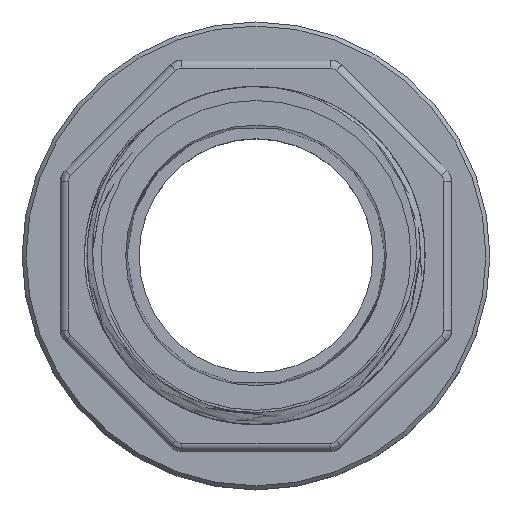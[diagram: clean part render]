
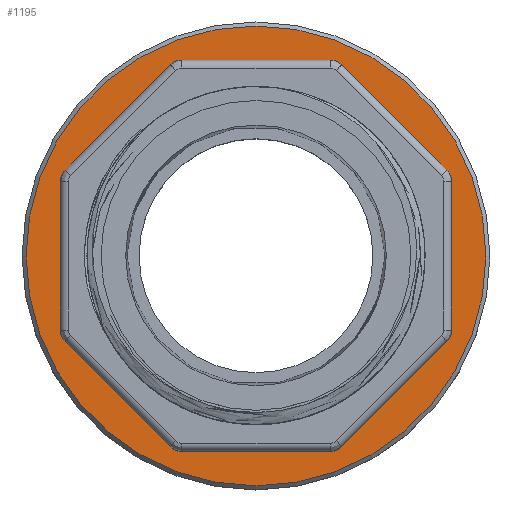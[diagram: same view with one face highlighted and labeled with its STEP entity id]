
A CAD part, top view. The second image highlights one B-rep face of the part: STEP entity #1195.
In plain terms, the highlighted planar face has unit normal (0, 0, 1).
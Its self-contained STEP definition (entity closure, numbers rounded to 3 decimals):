
#1195=ADVANCED_FACE('',(#2492,#2493),#1520,.F.);
#1520=PLANE('',#6558);
#1725=LINE('',#13389,#2044);
#1729=LINE('',#13763,#2048);
#1737=LINE('',#13925,#2056);
#1741=LINE('',#14142,#2060);
#1755=LINE('',#14700,#2074);
#1759=LINE('',#14709,#2078);
#1763=LINE('',#14718,#2082);
#1767=LINE('',#14727,#2086);
#2044=VECTOR('',#7055,1.);
#2048=VECTOR('',#7061,1.);
#2056=VECTOR('',#7081,1.);
#2060=VECTOR('',#7087,1.);
#2074=VECTOR('',#7141,1.);
#2078=VECTOR('',#7147,1.);
#2082=VECTOR('',#7153,1.);
#2086=VECTOR('',#7159,1.);
#2492=FACE_BOUND('',#2640,.T.);
#2493=FACE_BOUND('',#2641,.T.);
#2640=EDGE_LOOP('',(#3450));
#2641=EDGE_LOOP('',(#3451,#3452,#3453,#3454,#3455,#3456,#3457,#3458,#3459,
#3460,#3461,#3462,#3463,#3464,#3465,#3466));
#3450=ORIENTED_EDGE('',*,*,#5754,.T.);
#3451=ORIENTED_EDGE('',*,*,#5595,.F.);
#3452=ORIENTED_EDGE('',*,*,#5755,.T.);
#3453=ORIENTED_EDGE('',*,*,#5753,.F.);
#3454=ORIENTED_EDGE('',*,*,#5756,.T.);
#3455=ORIENTED_EDGE('',*,*,#5675,.F.);
#3456=ORIENTED_EDGE('',*,*,#5757,.T.);
#3457=ORIENTED_EDGE('',*,*,#5749,.F.);
#3458=ORIENTED_EDGE('',*,*,#5758,.T.);
#3459=ORIENTED_EDGE('',*,*,#5633,.F.);
#3460=ORIENTED_EDGE('',*,*,#5759,.T.);
#3461=ORIENTED_EDGE('',*,*,#5745,.F.);
#3462=ORIENTED_EDGE('',*,*,#5760,.T.);
#3463=ORIENTED_EDGE('',*,*,#5526,.F.);
#3464=ORIENTED_EDGE('',*,*,#5761,.T.);
#3465=ORIENTED_EDGE('',*,*,#5741,.F.);
#3466=ORIENTED_EDGE('',*,*,#5762,.T.);
#4883=VERTEX_POINT('',#13383);
#4886=VERTEX_POINT('',#13388);
#4952=VERTEX_POINT('',#13757);
#4955=VERTEX_POINT('',#13762);
#4990=VERTEX_POINT('',#13919);
#4993=VERTEX_POINT('',#13924);
#5032=VERTEX_POINT('',#14136);
#5035=VERTEX_POINT('',#14141);
#5096=VERTEX_POINT('',#14694);
#5099=VERTEX_POINT('',#14699);
#5100=VERTEX_POINT('',#14703);
#5103=VERTEX_POINT('',#14708);
#5104=VERTEX_POINT('',#14712);
#5107=VERTEX_POINT('',#14717);
#5108=VERTEX_POINT('',#14721);
#5111=VERTEX_POINT('',#14726);
#5112=VERTEX_POINT('',#14730);
#5526=EDGE_CURVE('',#4886,#4883,#1725,.T.);
#5595=EDGE_CURVE('',#4955,#4952,#1729,.T.);
#5633=EDGE_CURVE('',#4993,#4990,#1737,.T.);
#5675=EDGE_CURVE('',#5035,#5032,#1741,.T.);
#5741=EDGE_CURVE('',#5099,#5096,#1755,.T.);
#5745=EDGE_CURVE('',#5103,#5100,#1759,.T.);
#5749=EDGE_CURVE('',#5107,#5104,#1763,.T.);
#5753=EDGE_CURVE('',#5111,#5108,#1767,.T.);
#5754=EDGE_CURVE('',#5112,#5112,#6358,.T.);
#5755=EDGE_CURVE('',#4955,#5108,#6359,.T.);
#5756=EDGE_CURVE('',#5111,#5032,#6360,.T.);
#5757=EDGE_CURVE('',#5035,#5104,#6361,.T.);
#5758=EDGE_CURVE('',#5107,#4990,#6362,.T.);
#5759=EDGE_CURVE('',#4993,#5100,#6363,.T.);
#5760=EDGE_CURVE('',#5103,#4883,#6364,.T.);
#5761=EDGE_CURVE('',#4886,#5096,#6365,.T.);
#5762=EDGE_CURVE('',#5099,#4952,#6366,.T.);
#6358=CIRCLE('',#6549,28.5);
#6359=CIRCLE('',#6550,2.);
#6360=CIRCLE('',#6551,2.);
#6361=CIRCLE('',#6552,2.);
#6362=CIRCLE('',#6553,2.);
#6363=CIRCLE('',#6554,2.);
#6364=CIRCLE('',#6555,2.);
#6365=CIRCLE('',#6556,2.);
#6366=CIRCLE('',#6557,2.);
#6549=AXIS2_PLACEMENT_3D('',#14729,#7162,#7163);
#6550=AXIS2_PLACEMENT_3D('',#14731,#7164,#7165);
#6551=AXIS2_PLACEMENT_3D('',#14732,#7166,#7167);
#6552=AXIS2_PLACEMENT_3D('',#14733,#7168,#7169);
#6553=AXIS2_PLACEMENT_3D('',#14734,#7170,#7171);
#6554=AXIS2_PLACEMENT_3D('',#14735,#7172,#7173);
#6555=AXIS2_PLACEMENT_3D('',#14736,#7174,#7175);
#6556=AXIS2_PLACEMENT_3D('',#14737,#7176,#7177);
#6557=AXIS2_PLACEMENT_3D('',#14738,#7178,#7179);
#6558=AXIS2_PLACEMENT_3D('',#14739,#7180,#7181);
#7055=DIRECTION('',(0.,1.,0.));
#7061=DIRECTION('',(1.,0.,0.));
#7081=DIRECTION('',(-1.,0.,0.));
#7087=DIRECTION('',(0.,-1.,0.));
#7141=DIRECTION('',(0.707,0.707,0.));
#7147=DIRECTION('',(-0.707,0.707,0.));
#7153=DIRECTION('',(-0.707,-0.707,0.));
#7159=DIRECTION('',(0.707,-0.707,0.));
#7162=DIRECTION('',(0.,0.,1.));
#7163=DIRECTION('',(1.,0.,0.));
#7164=DIRECTION('',(0.,0.,-1.));
#7165=DIRECTION('',(-1.,0.,0.));
#7166=DIRECTION('',(0.,0.,-1.));
#7167=DIRECTION('',(-1.,0.,0.));
#7168=DIRECTION('',(0.,0.,-1.));
#7169=DIRECTION('',(-1.,0.,0.));
#7170=DIRECTION('',(0.,0.,-1.));
#7171=DIRECTION('',(-1.,0.,0.));
#7172=DIRECTION('',(0.,0.,-1.));
#7173=DIRECTION('',(-1.,0.,0.));
#7174=DIRECTION('',(0.,0.,-1.));
#7175=DIRECTION('',(-1.,0.,0.));
#7176=DIRECTION('',(0.,0.,-1.));
#7177=DIRECTION('',(-1.,0.,0.));
#7178=DIRECTION('',(0.,0.,-1.));
#7179=DIRECTION('',(-1.,0.,0.));
#7180=DIRECTION('',(0.,0.,-1.));
#7181=DIRECTION('',(1.,0.,0.));
#13383=CARTESIAN_POINT('',(24.25,-283.435,27.));
#13388=CARTESIAN_POINT('',(24.25,-301.868,27.));
#13389=CARTESIAN_POINT('',(24.25,-292.651,27.));
#13757=CARTESIAN_POINT('',(9.216,-316.901,27.));
#13762=CARTESIAN_POINT('',(-9.216,-316.901,27.));
#13763=CARTESIAN_POINT('',(0.,-316.901,27.));
#13919=CARTESIAN_POINT('',(-9.216,-268.401,27.));
#13924=CARTESIAN_POINT('',(9.216,-268.401,27.));
#13925=CARTESIAN_POINT('',(0.,-268.401,27.));
#14136=CARTESIAN_POINT('',(-24.25,-301.868,27.));
#14141=CARTESIAN_POINT('',(-24.25,-283.435,27.));
#14142=CARTESIAN_POINT('',(-24.25,-292.651,27.));
#14694=CARTESIAN_POINT('',(23.664,-303.282,27.));
#14699=CARTESIAN_POINT('',(10.63,-316.316,27.));
#14700=CARTESIAN_POINT('',(17.147,-309.799,27.));
#14703=CARTESIAN_POINT('',(10.63,-268.987,27.));
#14708=CARTESIAN_POINT('',(23.664,-282.021,27.));
#14709=CARTESIAN_POINT('',(17.147,-275.504,27.));
#14712=CARTESIAN_POINT('',(-23.664,-282.021,27.));
#14717=CARTESIAN_POINT('',(-10.63,-268.987,27.));
#14718=CARTESIAN_POINT('',(-17.147,-275.504,27.));
#14721=CARTESIAN_POINT('',(-10.63,-316.316,27.));
#14726=CARTESIAN_POINT('',(-23.664,-303.282,27.));
#14727=CARTESIAN_POINT('',(-17.147,-309.799,27.));
#14729=CARTESIAN_POINT('',(0.,-292.651,27.));
#14730=CARTESIAN_POINT('',(28.5,-292.651,27.));
#14731=CARTESIAN_POINT('',(-9.216,-314.901,27.));
#14732=CARTESIAN_POINT('',(-22.25,-301.868,27.));
#14733=CARTESIAN_POINT('',(-22.25,-283.435,27.));
#14734=CARTESIAN_POINT('',(-9.216,-270.401,27.));
#14735=CARTESIAN_POINT('',(9.216,-270.401,27.));
#14736=CARTESIAN_POINT('',(22.25,-283.435,27.));
#14737=CARTESIAN_POINT('',(22.25,-301.868,27.));
#14738=CARTESIAN_POINT('',(9.216,-314.901,27.));
#14739=CARTESIAN_POINT('',(0.,-292.651,27.));
